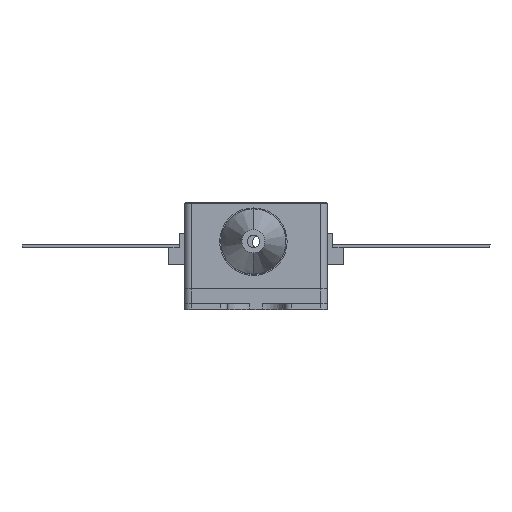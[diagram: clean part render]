
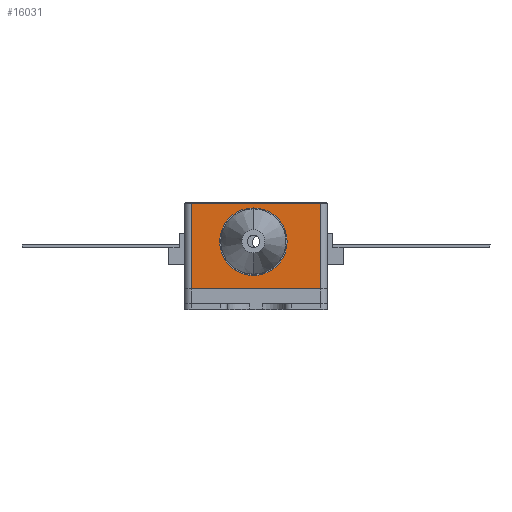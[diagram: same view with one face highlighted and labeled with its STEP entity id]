
A CAD part, top view. The second image highlights one B-rep face of the part: STEP entity #16031.
In plain terms, the highlighted planar face has unit normal (0, 0, 1).
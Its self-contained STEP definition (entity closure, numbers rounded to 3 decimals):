
#525 = FACE_OUTER_BOUND ( 'NONE', #628, .T. ) ;
#628 = EDGE_LOOP ( 'NONE', ( #2162, #17703, #6942, #14137 ) ) ;
#879 = CARTESIAN_POINT ( 'NONE',  ( -105.632, 20.505, 52.097 ) ) ;
#1096 = LINE ( 'NONE', #16251, #13392 ) ;
#1219 = EDGE_CURVE ( 'NONE', #7753, #13706, #14587, .T. ) ;
#1623 = DIRECTION ( 'NONE',  ( -1., 0., 0. ) ) ;
#1707 = LINE ( 'NONE', #9060, #14017 ) ;
#2068 = CARTESIAN_POINT ( 'NONE',  ( -98.06, 23.905, 52.097 ) ) ;
#2162 = ORIENTED_EDGE ( 'NONE', *, *, #10584, .T. ) ;
#2578 = AXIS2_PLACEMENT_3D ( 'NONE', #6727, #3417, #15293 ) ;
#3417 = DIRECTION ( 'NONE',  ( 0., 0., 1. ) ) ;
#3537 = LINE ( 'NONE', #18598, #20857 ) ;
#3673 = FACE_BOUND ( 'NONE', #6619, .T. ) ;
#3723 = VERTEX_POINT ( 'NONE', #13336 ) ;
#3859 = DIRECTION ( 'NONE',  ( 0., 1., 0. ) ) ;
#4158 = DIRECTION ( 'NONE',  ( 1., 0., 0. ) ) ;
#5022 = PLANE ( 'NONE',  #2578 ) ;
#5624 = VERTEX_POINT ( 'NONE', #21077 ) ;
#6569 = VECTOR ( 'NONE', #1623, 1000. ) ;
#6619 = EDGE_LOOP ( 'NONE', ( #20059, #13792 ) ) ;
#6727 = CARTESIAN_POINT ( 'NONE',  ( -110.16, 16.305, 52.097 ) ) ;
#6764 = EDGE_CURVE ( 'NONE', #21146, #9217, #1707, .T. ) ;
#6942 = ORIENTED_EDGE ( 'NONE', *, *, #13932, .T. ) ;
#7753 = VERTEX_POINT ( 'NONE', #879 ) ;
#8188 = EDGE_CURVE ( 'NONE', #13706, #7753, #17624, .T. ) ;
#8454 = DIRECTION ( 'NONE',  ( 0., 0., 1. ) ) ;
#8530 = CARTESIAN_POINT ( 'NONE',  ( -104.044, 20.505, 52.097 ) ) ;
#9060 = CARTESIAN_POINT ( 'NONE',  ( -98.06, 23.905, 52.097 ) ) ;
#9165 = CARTESIAN_POINT ( 'NONE',  ( -98.06, 16.305, 52.097 ) ) ;
#9217 = VERTEX_POINT ( 'NONE', #2068 ) ;
#10391 = DIRECTION ( 'NONE',  ( 1., 0., 0. ) ) ;
#10584 = EDGE_CURVE ( 'NONE', #9217, #5624, #13922, .T. ) ;
#10827 = CARTESIAN_POINT ( 'NONE',  ( -104.044, 20.505, 52.097 ) ) ;
#13336 = CARTESIAN_POINT ( 'NONE',  ( -109.56, 16.305, 52.097 ) ) ;
#13392 = VECTOR ( 'NONE', #19147, 1000. ) ;
#13706 = VERTEX_POINT ( 'NONE', #14076 ) ;
#13792 = ORIENTED_EDGE ( 'NONE', *, *, #1219, .F. ) ;
#13922 = LINE ( 'NONE', #20154, #6569 ) ;
#13932 = EDGE_CURVE ( 'NONE', #3723, #21146, #3537, .T. ) ;
#14017 = VECTOR ( 'NONE', #3859, 1000. ) ;
#14076 = CARTESIAN_POINT ( 'NONE',  ( -102.457, 20.505, 52.097 ) ) ;
#14137 = ORIENTED_EDGE ( 'NONE', *, *, #6764, .T. ) ;
#14587 = CIRCLE ( 'NONE', #15789, 1.588 ) ;
#15293 = DIRECTION ( 'NONE',  ( 1., 0., 0. ) ) ;
#15789 = AXIS2_PLACEMENT_3D ( 'NONE', #10827, #17410, #4158 ) ;
#15807 = EDGE_CURVE ( 'NONE', #5624, #3723, #1096, .T. ) ;
#16031 = ADVANCED_FACE ( 'NONE', ( #3673, #525 ), #5022, .T. ) ;
#16251 = CARTESIAN_POINT ( 'NONE',  ( -109.56, 16.305, 52.097 ) ) ;
#17410 = DIRECTION ( 'NONE',  ( 0., 0., 1. ) ) ;
#17624 = CIRCLE ( 'NONE', #21045, 1.588 ) ;
#17703 = ORIENTED_EDGE ( 'NONE', *, *, #15807, .T. ) ;
#18598 = CARTESIAN_POINT ( 'NONE',  ( -110.16, 16.305, 52.097 ) ) ;
#19147 = DIRECTION ( 'NONE',  ( 0., -1., 0. ) ) ;
#20059 = ORIENTED_EDGE ( 'NONE', *, *, #8188, .F. ) ;
#20154 = CARTESIAN_POINT ( 'NONE',  ( -110.16, 23.905, 52.097 ) ) ;
#20184 = DIRECTION ( 'NONE',  ( 1., 0., 0. ) ) ;
#20857 = VECTOR ( 'NONE', #10391, 1000. ) ;
#21045 = AXIS2_PLACEMENT_3D ( 'NONE', #8530, #8454, #20184 ) ;
#21077 = CARTESIAN_POINT ( 'NONE',  ( -109.56, 23.905, 52.097 ) ) ;
#21146 = VERTEX_POINT ( 'NONE', #9165 ) ;
